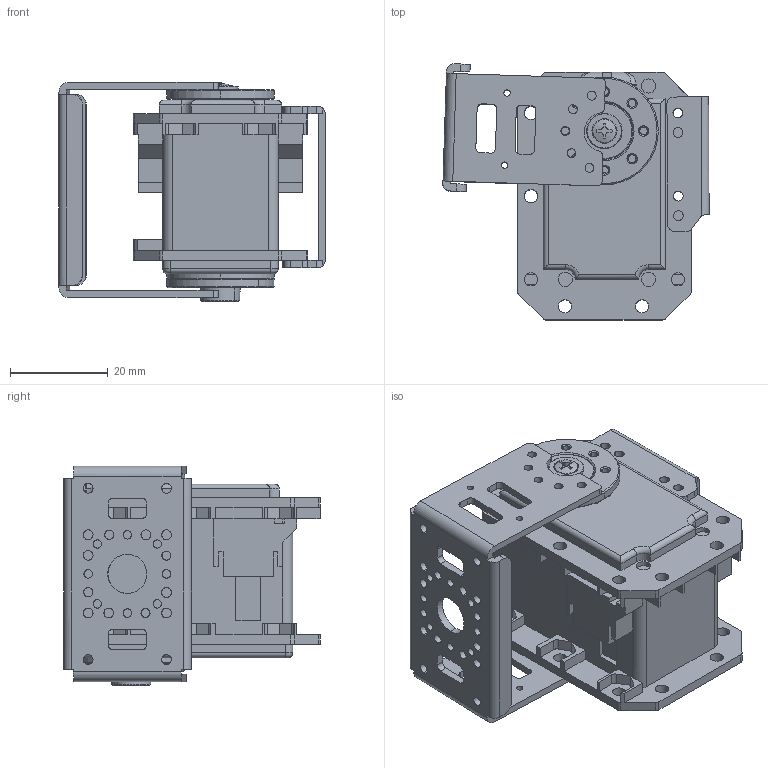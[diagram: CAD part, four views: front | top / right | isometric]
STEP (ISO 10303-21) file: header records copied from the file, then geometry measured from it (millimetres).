
FILE_DESCRIPTION(('CATIA V5 STEP Exchange'),'2;1');
FILE_NAME('TILT.stp','2023-06-06T10:36:47+00:00',('none'),('none'),'CATIA Version 5 Release 20 GA (IN-10)','CATIA V5 STEP AP203','none');
FILE_SCHEMA(('CONFIG_CONTROL_DESIGN'));
Length unit declared in the file: millimetre
Products named in the file (2): TILT; i101_Set
Assembly tree (10 placements, depth 3):
  TILT
    #58
    #312
    #15486
    i101_Set
      #20923
      #22870
      #23591
    #23943
    #27120
    #28102
Bounding box: 54.39 x 52.33 x 44.85 mm (x, y, z)
Volume: 47909.2 mm3; surface area: 22948.9 mm2
Topology: 9 solids, 9 shells, 998 faces, 2725 edges, 1761 vertices
Faces by surface type: cylinder 473, plane 430, cone 78, bspline 9, revolution 4, torus 4
Entity records: 34992 total; most frequent: CARTESIAN_POINT 10077, ORIENTED_EDGE 5434, DIRECTION 4303, EDGE_CURVE 2717, VERTEX_POINT 1761, AXIS2_PLACEMENT_3D 1714, VECTOR 1580, LINE 1580
